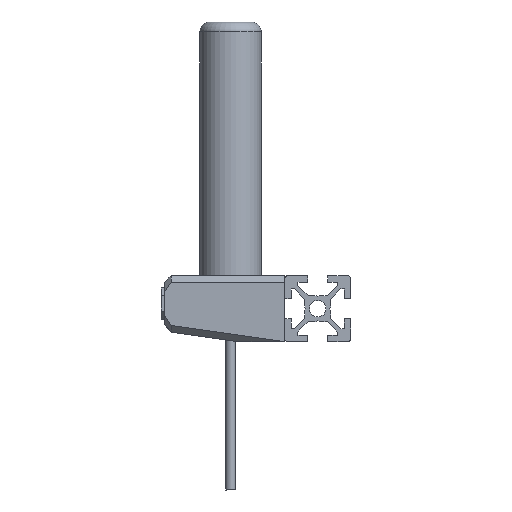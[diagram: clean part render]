
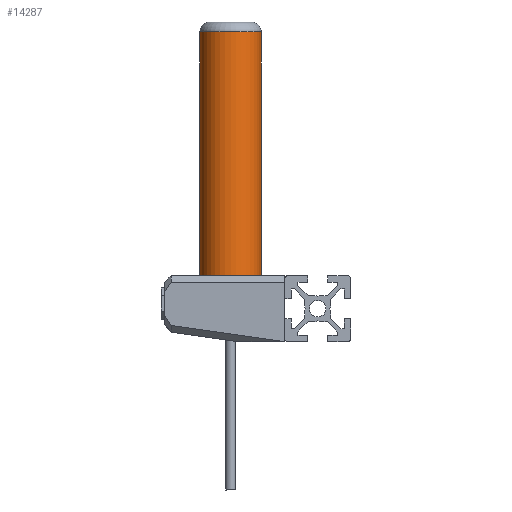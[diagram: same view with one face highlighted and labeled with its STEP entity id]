
A CAD part, front view. The second image highlights one B-rep face of the part: STEP entity #14287.
In plain terms, the highlighted cylindrical face has radius 9.3 mm (diameter 18.6 mm), a full revolution.
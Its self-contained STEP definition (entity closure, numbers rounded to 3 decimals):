
#930=CIRCLE('',#15084,9.3);
#931=CIRCLE('',#15085,9.3);
#936=CIRCLE('',#15094,9.3);
#980=CYLINDRICAL_SURFACE('',#15093,9.3);
#1750=FACE_OUTER_BOUND('',#2550,.T.);
#2550=EDGE_LOOP('',(#12998,#12999,#13000,#13001,#13002));
#4050=LINE('',#26373,#5548);
#5548=VECTOR('',#17969,9.3);
#6884=VERTEX_POINT('',#26353);
#6885=VERTEX_POINT('',#26354);
#6890=VERTEX_POINT('',#26372);
#8918=EDGE_CURVE('',#6884,#6885,#930,.T.);
#8919=EDGE_CURVE('',#6885,#6884,#931,.T.);
#8927=EDGE_CURVE('',#6885,#6890,#4050,.T.);
#8928=EDGE_CURVE('',#6890,#6890,#936,.T.);
#12998=ORIENTED_EDGE('',*,*,#8918,.F.);
#12999=ORIENTED_EDGE('',*,*,#8919,.F.);
#13000=ORIENTED_EDGE('',*,*,#8927,.T.);
#13001=ORIENTED_EDGE('',*,*,#8928,.F.);
#13002=ORIENTED_EDGE('',*,*,#8927,.F.);
#14287=ADVANCED_FACE('',(#1750),#980,.T.);
#15084=AXIS2_PLACEMENT_3D('',#26355,#17946,#17947);
#15085=AXIS2_PLACEMENT_3D('',#26356,#17948,#17949);
#15093=AXIS2_PLACEMENT_3D('',#26371,#17967,#17968);
#15094=AXIS2_PLACEMENT_3D('',#26374,#17970,#17971);
#17946=DIRECTION('center_axis',(0.,0.,
-1.));
#17947=DIRECTION('ref_axis',(1.,0.,0.));
#17948=DIRECTION('center_axis',(0.,0.,
-1.));
#17949=DIRECTION('ref_axis',(1.,0.,0.));
#17967=DIRECTION('center_axis',(0.,0.,
-1.));
#17968=DIRECTION('ref_axis',(1.,0.,0.));
#17969=DIRECTION('',(0.,0.,1.));
#17970=DIRECTION('center_axis',(0.,0.,
1.));
#17971=DIRECTION('ref_axis',(1.,0.,0.));
#26353=CARTESIAN_POINT('',(-17.148,-23.424,90.002));
#26354=CARTESIAN_POINT('',(-35.748,-23.424,90.002));
#26355=CARTESIAN_POINT('Origin',(-26.448,-23.424,90.002));
#26356=CARTESIAN_POINT('Origin',(-26.448,-23.424,90.002));
#26371=CARTESIAN_POINT('Origin',(-26.448,-23.424,167.002));
#26372=CARTESIAN_POINT('',(-35.748,-23.424,164.002));
#26373=CARTESIAN_POINT('',(-35.748,-23.424,167.002));
#26374=CARTESIAN_POINT('Origin',(-26.448,-23.424,164.002));
